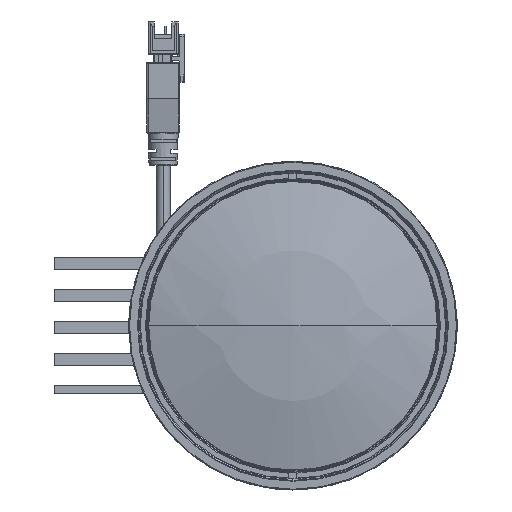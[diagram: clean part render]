
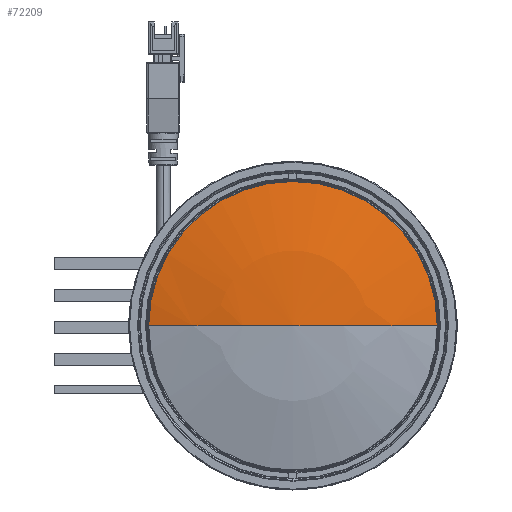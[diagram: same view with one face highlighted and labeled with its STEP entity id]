
A CAD part, left-side view. The second image highlights one B-rep face of the part: STEP entity #72209.
In plain terms, the highlighted spherical face has radius 138.79 mm.
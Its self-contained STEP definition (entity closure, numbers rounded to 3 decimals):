
#71986=CARTESIAN_POINT('',(648.596,104.054,0.));
#71987=DIRECTION('',(1.,0.,0.));
#71988=DIRECTION('',(0.,0.,1.));
#71989=AXIS2_PLACEMENT_3D('',#71986,#71987,#71988);
#71991=CARTESIAN_POINT('',(782.307,104.054,
0.));
#71992=DIRECTION('',(0.,0.,-1.));
#71993=DIRECTION('',(-0.963,-0.268,0.));
#71994=AXIS2_PLACEMENT_3D('',#71991,#71992,#71993);
#71996=CARTESIAN_POINT('',(782.307,104.054,
0.));
#71997=DIRECTION('',(0.,0.,-1.));
#71998=DIRECTION('',(-1.,0.,0.));
#71999=AXIS2_PLACEMENT_3D('',#71996,#71997,#71998);
#72001=CARTESIAN_POINT('',(648.596,104.054,0.));
#72002=DIRECTION('',(1.,0.,0.));
#72003=DIRECTION('',(0.,1.,0.));
#72004=AXIS2_PLACEMENT_3D('',#72001,#72002,#72003);
#72018=CARTESIAN_POINT('',(648.596,104.054,37.2));
#72019=VERTEX_POINT('',#72018);
#72020=CARTESIAN_POINT('',(648.596,141.254,0.));
#72021=VERTEX_POINT('',#72020);
#72024=CARTESIAN_POINT('',(648.596,66.854,0.));
#72025=VERTEX_POINT('',#72024);
#72026=CARTESIAN_POINT('',(643.517,104.054,
0.));
#72027=VERTEX_POINT('',#72026);
#72198=CARTESIAN_POINT('',(782.307,104.054,
0.));
#72199=DIRECTION('',(1.,0.,0.));
#72200=DIRECTION('',(0.,1.,0.));
#72201=AXIS2_PLACEMENT_3D('',#72198,#72199,#72200);
#72202=SPHERICAL_SURFACE('',#72201,138.79);
#72203=ORIENTED_EDGE('',*,*,#72164,.T.);
#72204=ORIENTED_EDGE('',*,*,#72186,.T.);
#72205=ORIENTED_EDGE('',*,*,#72184,.T.);
#72206=ORIENTED_EDGE('',*,*,#72139,.T.);
#72207=EDGE_LOOP('',(#72203,#72204,#72205,#72206));
#72208=FACE_OUTER_BOUND('',#72207,.F.);
#71990=CIRCLE('',#71989,37.2);
#71995=CIRCLE('',#71994,138.79);
#72000=CIRCLE('',#71999,138.79);
#72005=CIRCLE('',#72004,37.2);
#72139=EDGE_CURVE('',#72021,#72019,#72005,.T.);
#72164=EDGE_CURVE('',#72019,#72025,#71990,.T.);
#72184=EDGE_CURVE('',#72027,#72021,#72000,.T.);
#72186=EDGE_CURVE('',#72025,#72027,#71995,.T.);
#72209=ADVANCED_FACE('',(#72208),#72202,.T.);
